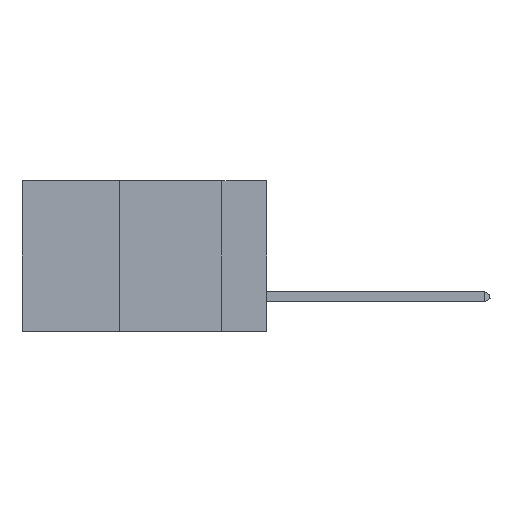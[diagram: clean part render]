
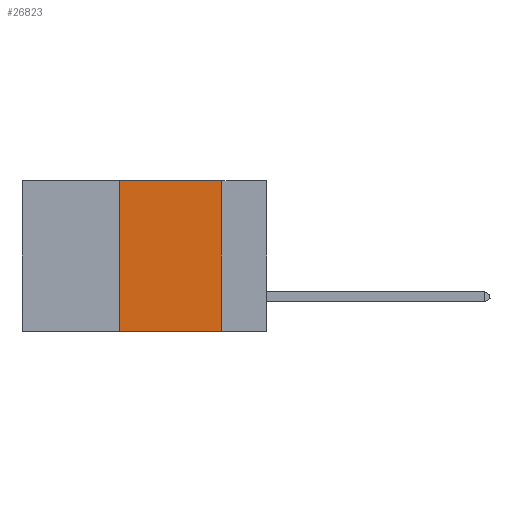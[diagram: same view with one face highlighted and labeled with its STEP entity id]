
A CAD part, left-side view. The second image highlights one B-rep face of the part: STEP entity #26823.
In plain terms, the highlighted planar face has unit normal (-1, 0, 0).
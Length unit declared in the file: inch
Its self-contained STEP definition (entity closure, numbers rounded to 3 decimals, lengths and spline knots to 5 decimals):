
#1310 = EDGE_CURVE ( 'NONE', #4411, #9742, #20370, .T. ) ;
#2553 = ORIENTED_EDGE ( 'NONE', *, *, #2967, .F. ) ;
#2690 = CARTESIAN_POINT ( 'NONE',  ( 0., 0.11, 0. ) ) ;
#2967 = EDGE_CURVE ( 'NONE', #19737, #9742, #3617, .T. ) ;
#3139 = EDGE_LOOP ( 'NONE', ( #2553, #16749, #27422, #20571 ) ) ;
#3617 = LINE ( 'NONE', #2690, #26398 ) ;
#4398 = AXIS2_PLACEMENT_3D ( 'NONE', #7548, #27275, #20974 ) ;
#4411 = VERTEX_POINT ( 'NONE', #9508 ) ;
#4519 = VERTEX_POINT ( 'NONE', #7897 ) ;
#4882 = LINE ( 'NONE', #21956, #16638 ) ;
#5700 = CARTESIAN_POINT ( 'NONE',  ( 0., 0.36, 0. ) ) ;
#5818 = CARTESIAN_POINT ( 'NONE',  ( 0., 0.11, 0. ) ) ;
#7118 = CARTESIAN_POINT ( 'NONE',  ( 0., 0.6, -0.37 ) ) ;
#7254 = VECTOR ( 'NONE', #23466, 39.37008 ) ;
#7548 = CARTESIAN_POINT ( 'NONE',  ( 0., 0.6, 0. ) ) ;
#7897 = CARTESIAN_POINT ( 'NONE',  ( 0., 0.36, 0. ) ) ;
#9318 = DIRECTION ( 'NONE',  ( 0., -1., 0. ) ) ;
#9508 = CARTESIAN_POINT ( 'NONE',  ( 0., 0.36, -0.37 ) ) ;
#9742 = VERTEX_POINT ( 'NONE', #17442 ) ;
#12320 = FACE_OUTER_BOUND ( 'NONE', #3139, .T. ) ;
#14137 = LINE ( 'NONE', #5700, #7254 ) ;
#16638 = VECTOR ( 'NONE', #22335, 39.37008 ) ;
#16749 = ORIENTED_EDGE ( 'NONE', *, *, #18674, .F. ) ;
#16899 = VECTOR ( 'NONE', #9318, 39.37008 ) ;
#17442 = CARTESIAN_POINT ( 'NONE',  ( 0., 0.11, -0.37 ) ) ;
#18185 = DIRECTION ( 'NONE',  ( 0., 0., -1. ) ) ;
#18369 = PLANE ( 'NONE',  #4398 ) ;
#18674 = EDGE_CURVE ( 'NONE', #4519, #19737, #4882, .T. ) ;
#19737 = VERTEX_POINT ( 'NONE', #5818 ) ;
#20370 = LINE ( 'NONE', #7118, #16899 ) ;
#20571 = ORIENTED_EDGE ( 'NONE', *, *, #1310, .T. ) ;
#20974 = DIRECTION ( 'NONE',  ( 0., 0., -1. ) ) ;
#21956 = CARTESIAN_POINT ( 'NONE',  ( 0., 0.6, 0. ) ) ;
#22335 = DIRECTION ( 'NONE',  ( 0., -1., 0. ) ) ;
#23466 = DIRECTION ( 'NONE',  ( 0., 0., 1. ) ) ;
#25048 = EDGE_CURVE ( 'NONE', #4411, #4519, #14137, .T. ) ;
#26398 = VECTOR ( 'NONE', #18185, 39.37008 ) ;
#26823 = ADVANCED_FACE ( 'NONE', ( #12320 ), #18369, .F. ) ;
#27275 = DIRECTION ( 'NONE',  ( 1., 0., 0. ) ) ;
#27422 = ORIENTED_EDGE ( 'NONE', *, *, #25048, .F. ) ;
